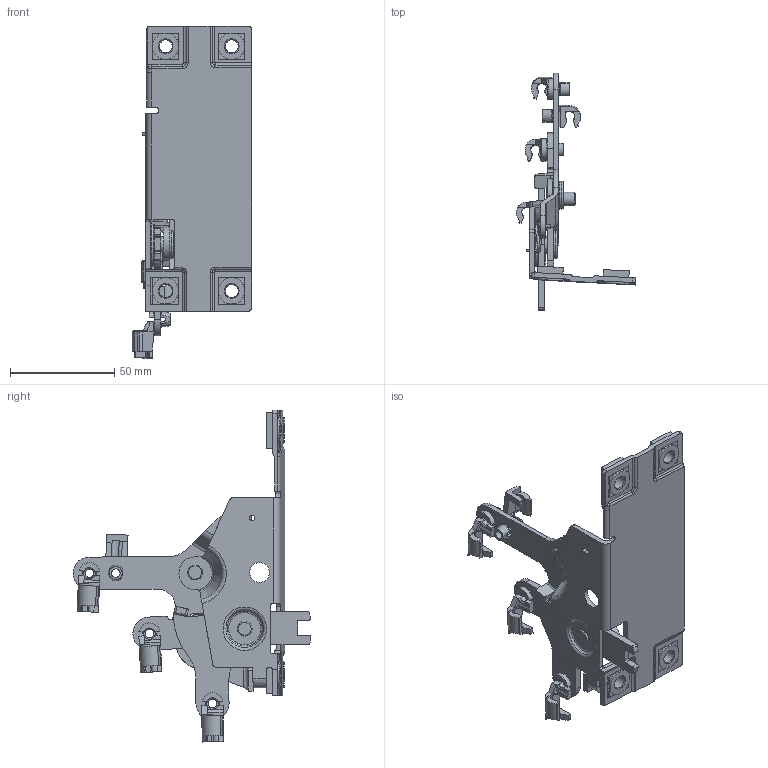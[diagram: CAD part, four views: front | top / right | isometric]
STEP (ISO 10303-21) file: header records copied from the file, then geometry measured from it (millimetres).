
FILE_DESCRIPTION(/* description */ (''),/* implementation_level */ '2;1');
FILE_NAME(/* name */ '1-19401-L_02_17_2022.stp',/* time_stamp */ '2022-02-17T11:56:09-05:00',/* author */ ('MRosu'),/* organization */ (''),/* preprocessor_version */ 'ST-DEVELOPER v18.1',/* originating_system */ 'Autodesk Inventor 2020',/* authorisation */ '');
FILE_SCHEMA (('AUTOMOTIVE_DESIGN { 1 0 10303 214 3 1 1 }'));
Length unit declared in the file: inch
Products named in the file (1): 1-19401-L_Shrinkwrap_1
Bounding box: 57.36 x 114.22 x 159.43 mm (x, y, z)
Volume: 41409.1 mm3; surface area: 38409.4 mm2
Topology: 3 solids, 3 shells, 928 faces, 2638 edges, 1724 vertices
Faces by surface type: plane 583, cylinder 204, bspline 65, cone 42, torus 34
Full cylindrical faces by diameter (mm): 1.194 x4, 2.718 x1, 4.127 x4, 6.096 x1, 6.286 x1, 6.35 x1, 6.401 x4, 6.528 x1, 6.807 x4, 6.858 x1, 7.62 x1, 7.938 x1, 8.128 x1, 9.55 x1, 9.665 x1, 10.039 x1, 13.487 x2
Entity records: 32349 total; most frequent: CARTESIAN_POINT 7177, ORIENTED_EDGE 5282, DIRECTION 4729, EDGE_CURVE 2641, LINE 1839, VECTOR 1839, VERTEX_POINT 1724, AXIS2_PLACEMENT_3D 1445
